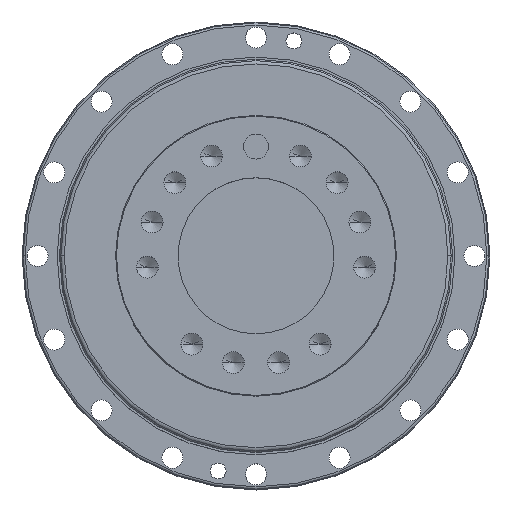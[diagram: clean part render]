
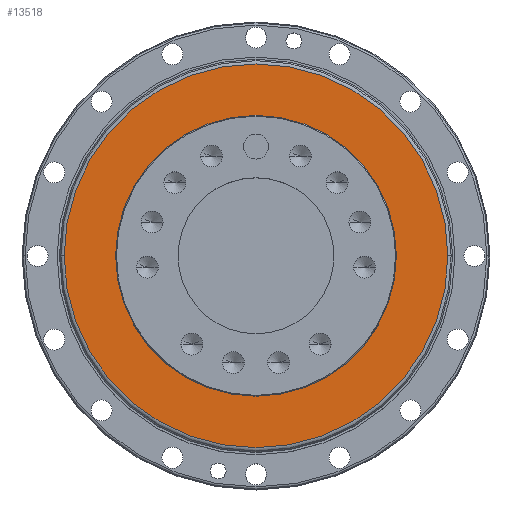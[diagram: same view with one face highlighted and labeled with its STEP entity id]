
A CAD part, top view. The second image highlights one B-rep face of the part: STEP entity #13518.
In plain terms, the highlighted planar face has unit normal (0, 0, 1).
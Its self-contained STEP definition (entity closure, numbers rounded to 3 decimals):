
#4090=CARTESIAN_POINT('',(0.,0.,259.7));
#4091=DIRECTION('',(0.,0.,1.));
#4092=DIRECTION('',(1.,0.,0.));
#4093=AXIS2_PLACEMENT_3D('',#4090,#4091,#4092);
#4095=CARTESIAN_POINT('',(0.,0.,259.7));
#4096=DIRECTION('',(0.,0.,1.));
#4097=DIRECTION('',(-1.,0.,0.));
#4098=AXIS2_PLACEMENT_3D('',#4095,#4096,#4097);
#4100=CARTESIAN_POINT('',(0.,0.,259.7));
#4101=DIRECTION('',(0.,0.,-1.));
#4102=DIRECTION('',(1.,0.,0.));
#4103=AXIS2_PLACEMENT_3D('',#4100,#4101,#4102);
#4105=CARTESIAN_POINT('',(0.,0.,259.7));
#4106=DIRECTION('',(0.,0.,-1.));
#4107=DIRECTION('',(-1.,0.,0.));
#4108=AXIS2_PLACEMENT_3D('',#4105,#4106,#4107);
#7228=CARTESIAN_POINT('',(-123.,0.,259.7));
#7229=VERTEX_POINT('',#7228);
#7230=CARTESIAN_POINT('',(123.,0.,259.7));
#7231=VERTEX_POINT('',#7230);
#7740=CARTESIAN_POINT('',(-90.,0.,259.7));
#7741=VERTEX_POINT('',#7740);
#7742=CARTESIAN_POINT('',(90.,0.,259.7));
#7743=VERTEX_POINT('',#7742);
#13502=CARTESIAN_POINT('',(0.,0.,259.7));
#13503=DIRECTION('',(0.,0.,1.));
#13504=DIRECTION('',(1.,0.,0.));
#13505=AXIS2_PLACEMENT_3D('',#13502,#13503,#13504);
#13506=PLANE('',#13505);
#13507=ORIENTED_EDGE('',*,*,#13492,.F.);
#13509=ORIENTED_EDGE('',*,*,#13508,.F.);
#13510=EDGE_LOOP('',(#13507,#13509));
#13511=FACE_OUTER_BOUND('',#13510,.F.);
#13513=ORIENTED_EDGE('',*,*,#13512,.F.);
#13515=ORIENTED_EDGE('',*,*,#13514,.F.);
#13516=EDGE_LOOP('',(#13513,#13515));
#13517=FACE_BOUND('',#13516,.F.);
#13518=ADVANCED_FACE('',(#13511,#13517),#13506,.T.);
#4094=CIRCLE('',#4093,123.);
#4099=CIRCLE('',#4098,123.);
#4104=CIRCLE('',#4103,90.);
#4109=CIRCLE('',#4108,90.);
#13492=EDGE_CURVE('',#7231,#7229,#4094,.T.);
#13508=EDGE_CURVE('',#7229,#7231,#4099,.T.);
#13512=EDGE_CURVE('',#7743,#7741,#4104,.T.);
#13514=EDGE_CURVE('',#7741,#7743,#4109,.T.);
